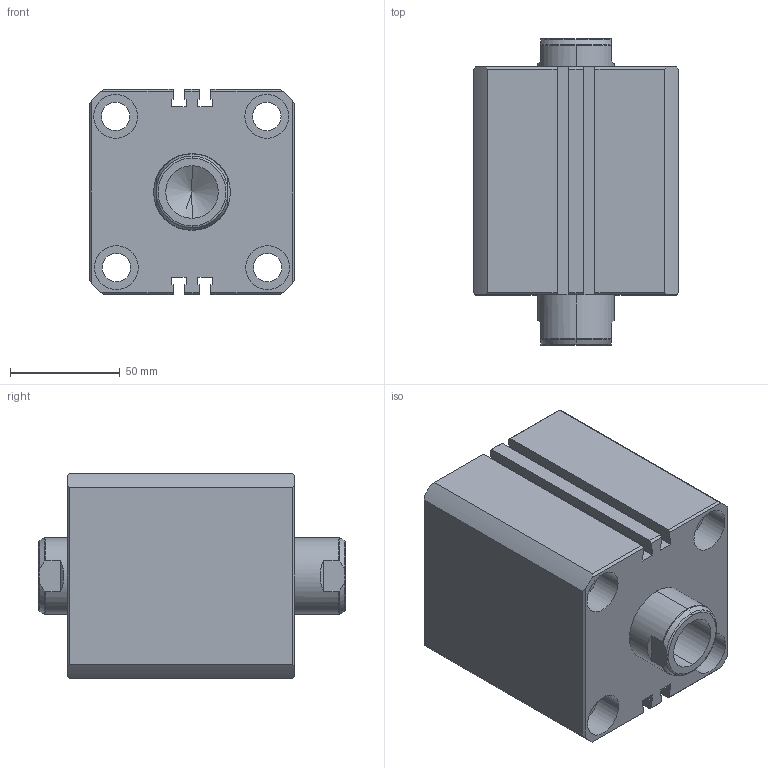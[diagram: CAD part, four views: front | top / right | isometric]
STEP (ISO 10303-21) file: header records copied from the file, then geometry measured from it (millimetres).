
FILE_DESCRIPTION (( 'STEP AP214' ), '1' );
FILE_NAME ('chtm-sw63x10n_asm.STEP', '2018-05-14T02:59:41', ( 'Windows' ), ( 'Microsoft' ), 'SwSTEP 2.0', 'SolidWorks 2015', '' );
FILE_SCHEMA (( 'AUTOMOTIVE_DESIGN' ));
Length unit declared in the file: millimetre
Products named in the file (4): CHTM-SW63X10NBT; CHTM-SW63X10HSG; CHTM-SD63X50QG; chtm-sw63x10n_asm
Assembly tree (3 placements, depth 2):
  chtm-sw63x10n_asm
    CHTM-SD63X50QG
    CHTM-SW63X10HSG
    CHTM-SW63X10NBT
Bounding box: 94 x 140 x 94 mm (x, y, z)
Volume: 753028.6 mm3; surface area: 155684.3 mm2
Topology: 3 solids, 3 shells, 343 faces, 826 edges, 523 vertices
Faces by surface type: cylinder 133, plane 105, torus 82, cone 19, bspline 4
Entity records: 13230 total; most frequent: CARTESIAN_POINT 5084, DIRECTION 1748, ORIENTED_EDGE 1644, EDGE_CURVE 822, AXIS2_PLACEMENT_3D 722, VERTEX_POINT 523, EDGE_LOOP 397, CIRCLE 377
